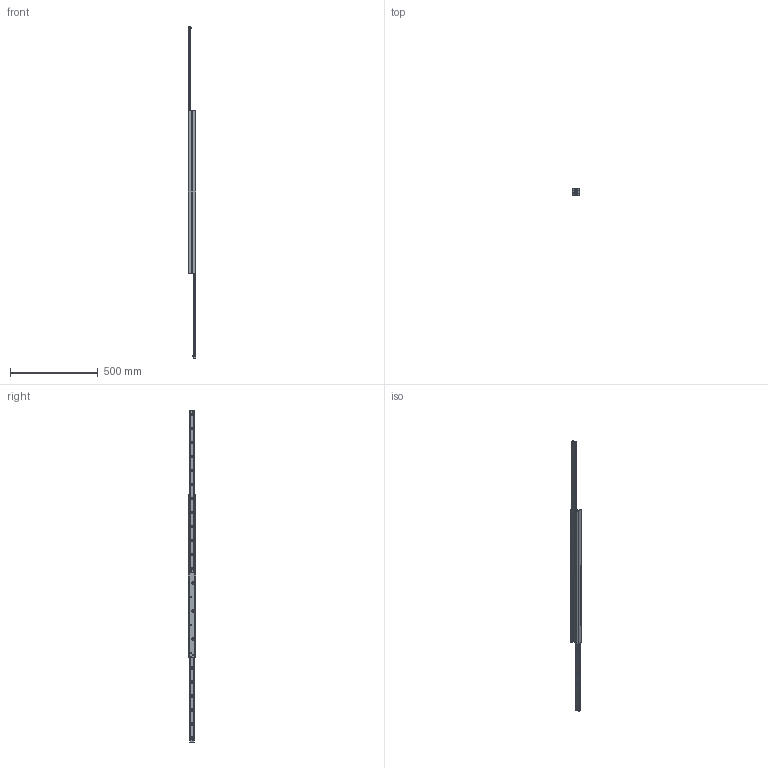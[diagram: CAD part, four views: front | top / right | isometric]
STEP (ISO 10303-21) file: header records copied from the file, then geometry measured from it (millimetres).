
FILE_DESCRIPTION((''),'2;1');
FILE_NAME('LCAH 43-0930.GD.stp','2011-03-24T10:54:35',('MKoza'),(''),'Autodesk Inventor 2009','Autodesk Inventor 2009','');
FILE_SCHEMA(('AUTOMOTIVE_DESIGN { 1 0 10303 214 1 1 1 1 }'));
Length unit declared in the file: millimetre
Products named in the file (10): LCAH 43.GD; LCH 43.L; LCH 43.R; LLMG 43; LLMD 43; KF.LCA 43; AS.L 43; VKB.L 43 6x13,5; DIN 7991 M6x8; VKB.L 43 M6x4
Assembly tree (28 placements, depth 2):
  LCAH 43.GD
    LCH 43.L
    LCH 43.R
    LLMG 43
    LLMD 43
    KF.LCA 43  x2
    AS.L 43  x4
    VKB.L 43 6x13,5  x4
    DIN 7991 M6x8  x12
    VKB.L 43 M6x4  x2
Bounding box: 44 x 43 x 1896 mm (x, y, z)
Volume: 1228744.9 mm3; surface area: 557818.4 mm2
Topology: 28 solids, 28 shells, 548 faces, 1340 edges, 862 vertices
Faces by surface type: plane 282, cylinder 116, bspline 108, cone 42
Full cylindrical faces by diameter (mm): 6 x22, 7 x4, 12 x12
Entity records: 10603 total; most frequent: CARTESIAN_POINT 3349, DIRECTION 1426, ORIENTED_EDGE 1280, EDGE_CURVE 640, AXIS2_PLACEMENT_3D 556, EDGE_LOOP 542, VERTEX_POINT 486, CIRCLE 322
